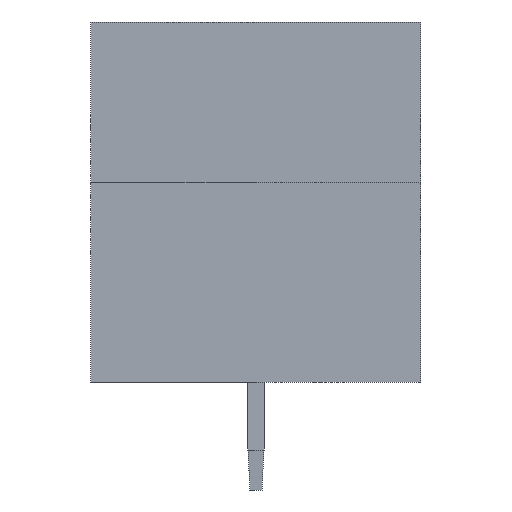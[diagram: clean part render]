
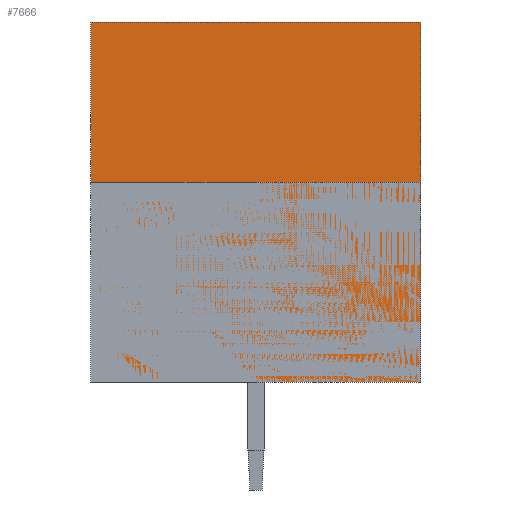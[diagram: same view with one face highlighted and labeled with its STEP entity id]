
A CAD part, left-side view. The second image highlights one B-rep face of the part: STEP entity #7666.
In plain terms, the highlighted planar face has unit normal (-1, 0, 0).
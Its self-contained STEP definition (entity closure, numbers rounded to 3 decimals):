
#974=FACE_OUTER_BOUND('',#1428,.T.);
#1428=EDGE_LOOP('',(#6427,#6428,#6429,#6430));
#2078=LINE('',#14951,#2766);
#2079=LINE('',#14954,#2767);
#2080=LINE('',#14956,#2768);
#2081=LINE('',#14957,#2769);
#2766=VECTOR('',#10142,1000.);
#2767=VECTOR('',#10145,1000.);
#2768=VECTOR('',#10146,1000.);
#2769=VECTOR('',#10147,1000.);
#3455=VERTEX_POINT('',#14945);
#3457=VERTEX_POINT('',#14949);
#3458=VERTEX_POINT('',#14953);
#3459=VERTEX_POINT('',#14955);
#4468=EDGE_CURVE('',#3457,#3455,#2078,.T.);
#4469=EDGE_CURVE('',#3455,#3458,#2079,.T.);
#4470=EDGE_CURVE('',#3457,#3459,#2080,.T.);
#4471=EDGE_CURVE('',#3459,#3458,#2081,.T.);
#6427=ORIENTED_EDGE('',*,*,#4469,.F.);
#6428=ORIENTED_EDGE('',*,*,#4468,.F.);
#6429=ORIENTED_EDGE('',*,*,#4470,.T.);
#6430=ORIENTED_EDGE('',*,*,#4471,.T.);
#7114=PLANE('',#8344);
#7666=ADVANCED_FACE('',(#974),#7114,.T.);
#8344=AXIS2_PLACEMENT_3D('',#14952,#10143,#10144);
#10142=DIRECTION('',(0.,0.,-1.));
#10143=DIRECTION('center_axis',(-1.,0.,0.));
#10144=DIRECTION('ref_axis',(0.,0.,1.));
#10145=DIRECTION('',(0.,1.,0.));
#10146=DIRECTION('',(0.,1.,0.));
#10147=DIRECTION('',(0.,0.,-1.));
#14945=CARTESIAN_POINT('',(0.,0.,0.));
#14949=CARTESIAN_POINT('',(0.,0.,18.));
#14951=CARTESIAN_POINT('',(0.,0.,18.));
#14952=CARTESIAN_POINT('Origin',(0.,0.,18.));
#14953=CARTESIAN_POINT('',(0.,16.5,0.));
#14954=CARTESIAN_POINT('',(0.,0.,0.));
#14955=CARTESIAN_POINT('',(0.,16.5,18.));
#14956=CARTESIAN_POINT('',(0.,0.,18.));
#14957=CARTESIAN_POINT('',(0.,16.5,18.));
